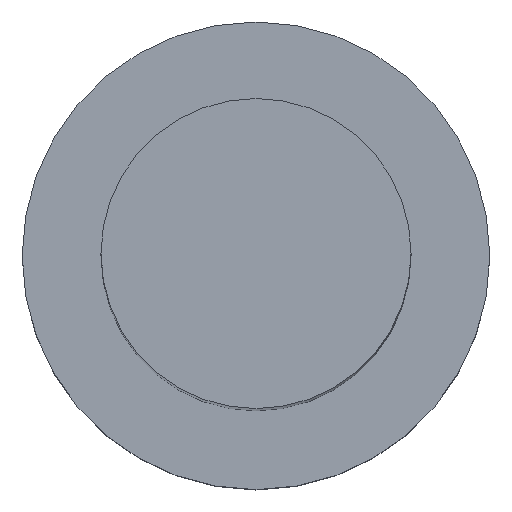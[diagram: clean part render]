
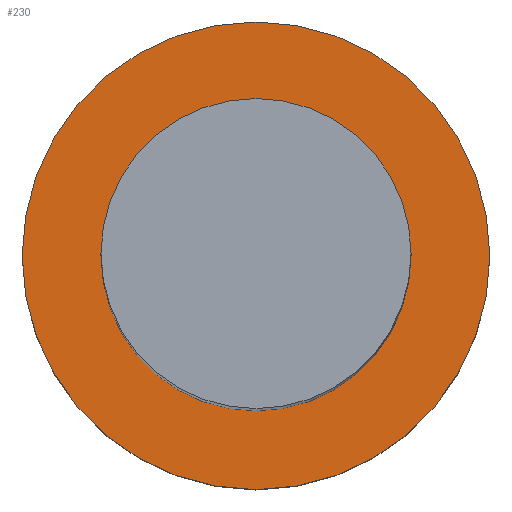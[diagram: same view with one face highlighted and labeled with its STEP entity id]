
A CAD part, top view. The second image highlights one B-rep face of the part: STEP entity #230.
In plain terms, the highlighted planar face has unit normal (0, 0, 1).
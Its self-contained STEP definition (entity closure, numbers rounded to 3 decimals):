
#10 = EDGE_LOOP ( 'NONE', ( #279, #11 ) ) ;
#11 = ORIENTED_EDGE ( 'NONE', *, *, #43, .T. ) ;
#13 = AXIS2_PLACEMENT_3D ( 'NONE', #208, #527, #87 ) ;
#17 = CARTESIAN_POINT ( 'NONE',  ( -4.525, 0., 11. ) ) ;
#19 = EDGE_CURVE ( 'NONE', #99, #237, #573, .T. ) ;
#27 = CARTESIAN_POINT ( 'NONE',  ( 0., 0., 11. ) ) ;
#43 = EDGE_CURVE ( 'NONE', #360, #93, #189, .T. ) ;
#71 = ORIENTED_EDGE ( 'NONE', *, *, #19, .F. ) ;
#87 = DIRECTION ( 'NONE',  ( 1., 0., 0. ) ) ;
#93 = VERTEX_POINT ( 'NONE', #17 ) ;
#98 = AXIS2_PLACEMENT_3D ( 'NONE', #27, #478, #244 ) ;
#99 = VERTEX_POINT ( 'NONE', #471 ) ;
#118 = CARTESIAN_POINT ( 'NONE',  ( 4.525, 0., 11. ) ) ;
#138 = AXIS2_PLACEMENT_3D ( 'NONE', #431, #204, #383 ) ;
#168 = DIRECTION ( 'NONE',  ( 1., 0., 0. ) ) ;
#180 = EDGE_LOOP ( 'NONE', ( #71, #402 ) ) ;
#189 = CIRCLE ( 'NONE', #98, 4.525 ) ;
#201 = EDGE_CURVE ( 'NONE', #237, #99, #518, .T. ) ;
#204 = DIRECTION ( 'NONE',  ( 0., 0., 1. ) ) ;
#208 = CARTESIAN_POINT ( 'NONE',  ( 0., 0., 11. ) ) ;
#213 = CARTESIAN_POINT ( 'NONE',  ( 0., 0., 11. ) ) ;
#215 = AXIS2_PLACEMENT_3D ( 'NONE', #557, #388, #425 ) ;
#216 = CARTESIAN_POINT ( 'NONE',  ( 3., 0., 11. ) ) ;
#230 = ADVANCED_FACE ( 'NONE', ( #479, #263 ), #435, .T. ) ;
#237 = VERTEX_POINT ( 'NONE', #216 ) ;
#244 = DIRECTION ( 'NONE',  ( 1., 0., 0. ) ) ;
#263 = FACE_OUTER_BOUND ( 'NONE', #10, .T. ) ;
#279 = ORIENTED_EDGE ( 'NONE', *, *, #342, .T. ) ;
#342 = EDGE_CURVE ( 'NONE', #93, #360, #391, .T. ) ;
#344 = AXIS2_PLACEMENT_3D ( 'NONE', #213, #393, #168 ) ;
#360 = VERTEX_POINT ( 'NONE', #118 ) ;
#383 = DIRECTION ( 'NONE',  ( 1., 0., 0. ) ) ;
#388 = DIRECTION ( 'NONE',  ( 0., 0., 1. ) ) ;
#391 = CIRCLE ( 'NONE', #138, 4.525 ) ;
#393 = DIRECTION ( 'NONE',  ( 0., 0., 1. ) ) ;
#402 = ORIENTED_EDGE ( 'NONE', *, *, #201, .F. ) ;
#425 = DIRECTION ( 'NONE',  ( 1., 0., 0. ) ) ;
#431 = CARTESIAN_POINT ( 'NONE',  ( 0., 0., 11. ) ) ;
#435 = PLANE ( 'NONE',  #344 ) ;
#471 = CARTESIAN_POINT ( 'NONE',  ( -3., 0., 11. ) ) ;
#478 = DIRECTION ( 'NONE',  ( 0., 0., 1. ) ) ;
#479 = FACE_BOUND ( 'NONE', #180, .T. ) ;
#518 = CIRCLE ( 'NONE', #13, 3. ) ;
#527 = DIRECTION ( 'NONE',  ( 0., 0., 1. ) ) ;
#557 = CARTESIAN_POINT ( 'NONE',  ( 0., 0., 11. ) ) ;
#573 = CIRCLE ( 'NONE', #215, 3. ) ;
